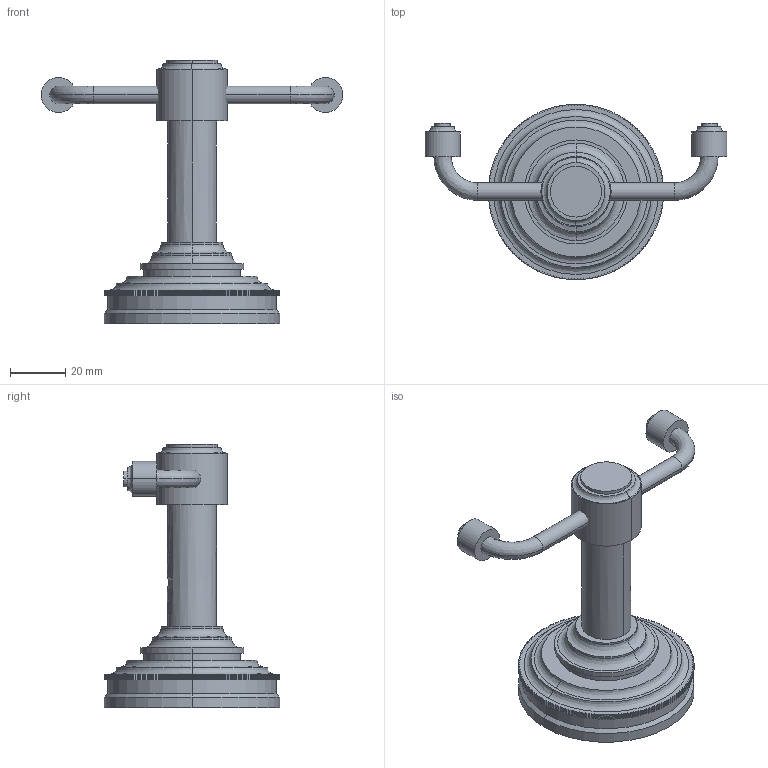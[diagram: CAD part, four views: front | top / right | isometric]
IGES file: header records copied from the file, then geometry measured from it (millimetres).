
Start section:  PTC IGES file: 29-13_spec_sw0001.igs
Global section: file name: 29-13_spec_sw0001.igs; native system: Pro/ENGINEER by Parametric Technology Corporation; preprocessor: 2009300; author: pnmurthy; organization: Unknown; date: 20100707.105511; units: inch
Bounding box: 109.22 x 63.5 x 95.25 mm (x, y, z)
Surface area: 30850.7 mm2 (no closed solid volume)
Topology: 0 solids, 0 shells, 612 faces, 3493 edges, 3493 vertices
Faces by surface type: bspline 380, revolution 232
